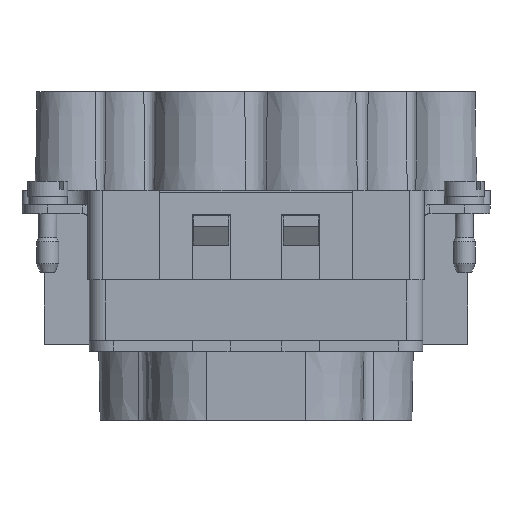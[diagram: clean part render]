
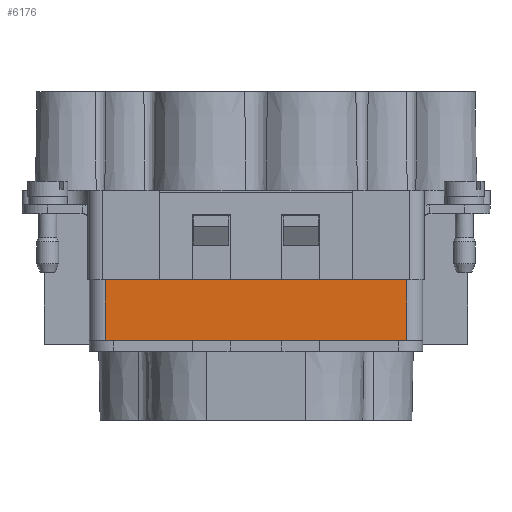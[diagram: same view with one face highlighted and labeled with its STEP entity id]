
A CAD part, front view. The second image highlights one B-rep face of the part: STEP entity #6176.
In plain terms, the highlighted planar face has unit normal (0, -1, 0).
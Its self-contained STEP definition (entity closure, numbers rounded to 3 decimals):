
#4013=PLANE('',#31152);
#4846=FACE_OUTER_BOUND('',#8388,.T.);
#6176=ADVANCED_FACE('',(#4846),#4013,.F.);
#8388=EDGE_LOOP('',(#12644,#12645,#12646,#12647,#12648,#12649,#12650,#12651,
#12652,#12653,#12654,#12655));
#12644=ORIENTED_EDGE('',*,*,#18976,.T.);
#12645=ORIENTED_EDGE('',*,*,#18977,.T.);
#12646=ORIENTED_EDGE('',*,*,#18978,.T.);
#12647=ORIENTED_EDGE('',*,*,#18903,.F.);
#12648=ORIENTED_EDGE('',*,*,#18892,.F.);
#12649=ORIENTED_EDGE('',*,*,#18890,.F.);
#12650=ORIENTED_EDGE('',*,*,#18888,.F.);
#12651=ORIENTED_EDGE('',*,*,#18887,.F.);
#12652=ORIENTED_EDGE('',*,*,#18979,.F.);
#12653=ORIENTED_EDGE('',*,*,#18959,.F.);
#12654=ORIENTED_EDGE('',*,*,#18884,.F.);
#12655=ORIENTED_EDGE('',*,*,#18965,.F.);
#16105=VERTEX_POINT('',#44221);
#16236=VERTEX_POINT('',#44723);
#16254=VERTEX_POINT('',#44777);
#16261=VERTEX_POINT('',#44795);
#16268=VERTEX_POINT('',#44812);
#16275=VERTEX_POINT('',#44830);
#16278=VERTEX_POINT('',#44839);
#16281=VERTEX_POINT('',#44854);
#16286=VERTEX_POINT('',#44873);
#16321=VERTEX_POINT('',#44993);
#16324=VERTEX_POINT('',#45014);
#16325=VERTEX_POINT('',#45016);
#18884=EDGE_CURVE('',#16278,#16236,#24982,.T.);
#18887=EDGE_CURVE('',#16261,#16268,#24984,.T.);
#18888=EDGE_CURVE('',#16268,#16275,#24985,.T.);
#18890=EDGE_CURVE('',#16275,#16105,#24987,.T.);
#18892=EDGE_CURVE('',#16105,#16281,#24989,.T.);
#18903=EDGE_CURVE('',#16281,#16286,#24997,.T.);
#18959=EDGE_CURVE('',#16236,#16254,#25046,.T.);
#18965=EDGE_CURVE('',#16321,#16278,#25051,.T.);
#18976=EDGE_CURVE('',#16321,#16324,#25062,.T.);
#18977=EDGE_CURVE('',#16324,#16325,#25063,.T.);
#18978=EDGE_CURVE('',#16325,#16286,#25064,.T.);
#18979=EDGE_CURVE('',#16254,#16261,#25065,.T.);
#24982=LINE('',#44838,#27250);
#24984=LINE('',#44844,#27252);
#24985=LINE('',#44846,#27253);
#24987=LINE('',#44849,#27255);
#24989=LINE('',#44853,#27257);
#24997=LINE('',#44876,#27265);
#25046=LINE('',#44983,#27314);
#25051=LINE('',#44994,#27319);
#25062=LINE('',#45013,#27330);
#25063=LINE('',#45015,#27331);
#25064=LINE('',#45017,#27332);
#25065=LINE('',#45018,#27333);
#27250=VECTOR('',#35368,1.);
#27252=VECTOR('',#35374,1.);
#27253=VECTOR('',#35377,1.);
#27255=VECTOR('',#35381,1.);
#27257=VECTOR('',#35385,1.);
#27265=VECTOR('',#35409,1.);
#27314=VECTOR('',#35512,1.);
#27319=VECTOR('',#35523,1.);
#27330=VECTOR('',#35546,1.);
#27331=VECTOR('',#35547,1.);
#27332=VECTOR('',#35548,1.);
#27333=VECTOR('',#35549,1.);
#31152=AXIS2_PLACEMENT_3D('',#45019,#35550,#35551);
#35368=DIRECTION('',(-1.,0.,0.));
#35374=DIRECTION('',(-1.,0.,0.));
#35377=DIRECTION('',(-1.,0.,0.));
#35381=DIRECTION('',(-1.,0.,0.));
#35385=DIRECTION('',(-1.,0.,0.));
#35409=DIRECTION('',(0.,0.,1.));
#35512=DIRECTION('',(-1.,0.,0.));
#35523=DIRECTION('',(0.,0.,-1.));
#35546=DIRECTION('',(-1.,0.,0.));
#35547=DIRECTION('',(-1.,0.,0.));
#35548=DIRECTION('',(-1.,0.,0.));
#35549=DIRECTION('',(-1.,0.,0.));
#35550=DIRECTION('',(0.,1.,0.));
#35551=DIRECTION('',(0.,0.,-1.));
#44221=CARTESIAN_POINT('',(-20.306,-16.9,-17.35));
#44723=CARTESIAN_POINT('',(20.306,-16.9,-17.35));
#44777=CARTESIAN_POINT('',(8.75,-16.9,-17.35));
#44795=CARTESIAN_POINT('',(3.55,-16.9,-17.35));
#44812=CARTESIAN_POINT('',(-3.55,-16.9,-17.35));
#44830=CARTESIAN_POINT('',(-8.75,-16.9,-17.35));
#44838=CARTESIAN_POINT('',(0.,-16.9,-17.35));
#44839=CARTESIAN_POINT('',(20.6,-16.9,-17.35));
#44844=CARTESIAN_POINT('',(0.,-16.9,-17.35));
#44846=CARTESIAN_POINT('',(0.,-16.9,-17.35));
#44849=CARTESIAN_POINT('',(0.,-16.9,-17.35));
#44853=CARTESIAN_POINT('',(0.,-16.9,-17.35));
#44854=CARTESIAN_POINT('',(-20.6,-16.9,-17.35));
#44873=CARTESIAN_POINT('',(-20.6,-16.9,-9.05));
#44876=CARTESIAN_POINT('',(-20.6,-16.9,-17.05));
#44983=CARTESIAN_POINT('',(0.,-16.9,-17.35));
#44993=CARTESIAN_POINT('',(20.6,-16.9,-9.05));
#44994=CARTESIAN_POINT('',(20.6,-16.9,-17.05));
#45013=CARTESIAN_POINT('',(0.,-16.9,-9.05));
#45014=CARTESIAN_POINT('',(13.25,-16.9,-9.05));
#45015=CARTESIAN_POINT('',(0.,-16.9,-9.05));
#45016=CARTESIAN_POINT('',(-13.25,-16.9,-9.05));
#45017=CARTESIAN_POINT('',(0.,-16.9,-9.05));
#45018=CARTESIAN_POINT('',(0.,-16.9,-17.35));
#45019=CARTESIAN_POINT('',(0.,-16.9,-17.05));
